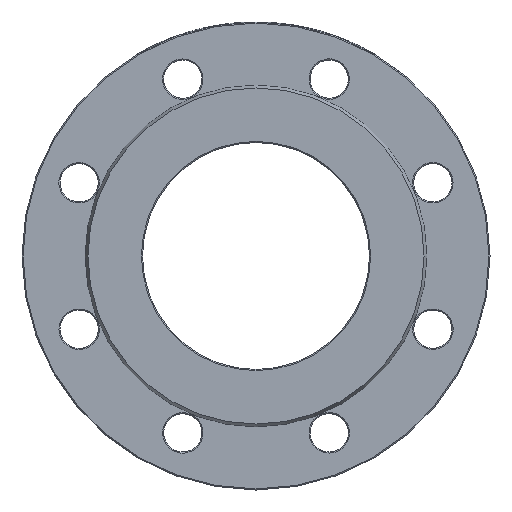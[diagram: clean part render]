
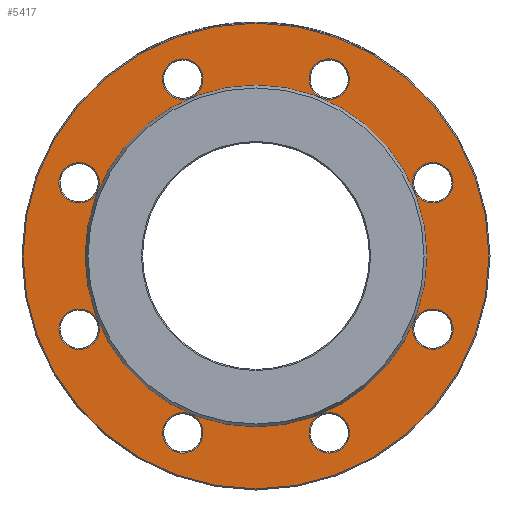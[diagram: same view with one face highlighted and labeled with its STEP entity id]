
A CAD part, left-side view. The second image highlights one B-rep face of the part: STEP entity #5417.
In plain terms, the highlighted planar face has unit normal (-1, 0, 0).
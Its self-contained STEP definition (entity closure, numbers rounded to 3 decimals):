
#14 = CARTESIAN_POINT ( 'NONE',  ( 3., -83.149, -34.442 ) ) ;
#116 = ORIENTED_EDGE ( 'NONE', *, *, #1775, .F. ) ;
#120 = FACE_BOUND ( 'NONE', #5856, .T. ) ;
#172 = DIRECTION ( 'NONE',  ( 1., 0., 0. ) ) ;
#231 = CIRCLE ( 'NONE', #3871, 9.5 ) ;
#318 = AXIS2_PLACEMENT_3D ( 'NONE', #2345, #4184, #4107 ) ;
#348 = CARTESIAN_POINT ( 'NONE',  ( 3., -89.867, -27.724 ) ) ;
#532 = EDGE_CURVE ( 'NONE', #5597, #5597, #6705, .T. ) ;
#577 = FACE_BOUND ( 'NONE', #3072, .T. ) ;
#645 = ORIENTED_EDGE ( 'NONE', *, *, #532, .T. ) ;
#657 = DIRECTION ( 'NONE',  ( 1., 0., 0. ) ) ;
#895 = VERTEX_POINT ( 'NONE', #348 ) ;
#979 = VERTEX_POINT ( 'NONE', #5089 ) ;
#1213 = EDGE_LOOP ( 'NONE', ( #7434 ) ) ;
#1372 = DIRECTION ( 'NONE',  ( 1., 0., 0. ) ) ;
#1451 = ORIENTED_EDGE ( 'NONE', *, *, #7725, .T. ) ;
#1497 = CIRCLE ( 'NONE', #5992, 9.5 ) ;
#1527 = CARTESIAN_POINT ( 'NONE',  ( 3., -27.724, 89.867 ) ) ;
#1556 = DIRECTION ( 'NONE',  ( 0., 0., -1. ) ) ;
#1567 = CARTESIAN_POINT ( 'NONE',  ( 3., 0., -109.5 ) ) ;
#1601 = EDGE_LOOP ( 'NONE', ( #4031 ) ) ;
#1699 = CARTESIAN_POINT ( 'NONE',  ( 3., 0., 0. ) ) ;
#1712 = EDGE_LOOP ( 'NONE', ( #4276 ) ) ;
#1775 = EDGE_CURVE ( 'NONE', #2458, #2458, #3590, .T. ) ;
#1853 = EDGE_LOOP ( 'NONE', ( #1919 ) ) ;
#1919 = ORIENTED_EDGE ( 'NONE', *, *, #5132, .T. ) ;
#1948 = CARTESIAN_POINT ( 'NONE',  ( 3., 80.336, 0. ) ) ;
#2026 = AXIS2_PLACEMENT_3D ( 'NONE', #5415, #5382, #3643 ) ;
#2150 = CIRCLE ( 'NONE', #3137, 9.5 ) ;
#2287 = ORIENTED_EDGE ( 'NONE', *, *, #6820, .T. ) ;
#2329 = DIRECTION ( 'NONE',  ( -1., 0., 0. ) ) ;
#2345 = CARTESIAN_POINT ( 'NONE',  ( 3., 34.442, -83.149 ) ) ;
#2458 = VERTEX_POINT ( 'NONE', #2496 ) ;
#2496 = CARTESIAN_POINT ( 'NONE',  ( 3., 0., 80.336 ) ) ;
#2522 = PLANE ( 'NONE',  #2805 ) ;
#2805 = AXIS2_PLACEMENT_3D ( 'NONE', #1948, #3948, #1556 ) ;
#2970 = FACE_BOUND ( 'NONE', #4582, .T. ) ;
#3047 = DIRECTION ( 'NONE',  ( 0., 0.707, -0.707 ) ) ;
#3072 = EDGE_LOOP ( 'NONE', ( #7587 ) ) ;
#3137 = AXIS2_PLACEMENT_3D ( 'NONE', #3840, #1372, #6912 ) ;
#3163 = CARTESIAN_POINT ( 'NONE',  ( 3., -83.149, 43.942 ) ) ;
#3223 = DIRECTION ( 'NONE',  ( 0., 0., -1. ) ) ;
#3328 = VERTEX_POINT ( 'NONE', #6821 ) ;
#3388 = DIRECTION ( 'NONE',  ( 0., 0., -1. ) ) ;
#3590 = CIRCLE ( 'NONE', #6604, 80.336 ) ;
#3597 = FACE_BOUND ( 'NONE', #5277, .T. ) ;
#3643 = DIRECTION ( 'NONE',  ( 0., -1., 0. ) ) ;
#3647 = EDGE_LOOP ( 'NONE', ( #1451 ) ) ;
#3763 = ORIENTED_EDGE ( 'NONE', *, *, #7293, .T. ) ;
#3840 = CARTESIAN_POINT ( 'NONE',  ( 3., 34.442, 83.149 ) ) ;
#3871 = AXIS2_PLACEMENT_3D ( 'NONE', #5027, #7388, #3223 ) ;
#3948 = DIRECTION ( 'NONE',  ( 1., 0., 0. ) ) ;
#4031 = ORIENTED_EDGE ( 'NONE', *, *, #4523, .T. ) ;
#4070 = EDGE_CURVE ( 'NONE', #6195, #6195, #1497, .T. ) ;
#4086 = DIRECTION ( 'NONE',  ( -1., 0., 0. ) ) ;
#4107 = DIRECTION ( 'NONE',  ( 0., -0.707, -0.707 ) ) ;
#4127 = VERTEX_POINT ( 'NONE', #5720 ) ;
#4139 = CIRCLE ( 'NONE', #5278, 109.5 ) ;
#4184 = DIRECTION ( 'NONE',  ( 1., 0., 0. ) ) ;
#4276 = ORIENTED_EDGE ( 'NONE', *, *, #6478, .T. ) ;
#4523 = EDGE_CURVE ( 'NONE', #4127, #4127, #231, .T. ) ;
#4555 = AXIS2_PLACEMENT_3D ( 'NONE', #14, #172, #6698 ) ;
#4582 = EDGE_LOOP ( 'NONE', ( #3763 ) ) ;
#4593 = VERTEX_POINT ( 'NONE', #1527 ) ;
#4779 = FACE_BOUND ( 'NONE', #6885, .T. ) ;
#4888 = CIRCLE ( 'NONE', #2026, 9.5 ) ;
#4915 = CIRCLE ( 'NONE', #7554, 9.5 ) ;
#4969 = CARTESIAN_POINT ( 'NONE',  ( 3., 27.724, -89.867 ) ) ;
#5027 = CARTESIAN_POINT ( 'NONE',  ( 3., 83.149, -34.442 ) ) ;
#5089 = CARTESIAN_POINT ( 'NONE',  ( 3., 43.942, 83.149 ) ) ;
#5132 = EDGE_CURVE ( 'NONE', #6312, #6312, #6687, .T. ) ;
#5277 = EDGE_LOOP ( 'NONE', ( #645 ) ) ;
#5278 = AXIS2_PLACEMENT_3D ( 'NONE', #1699, #4086, #3388 ) ;
#5382 = DIRECTION ( 'NONE',  ( 1., 0., 0. ) ) ;
#5388 = DIRECTION ( 'NONE',  ( 0., 0., 1. ) ) ;
#5415 = CARTESIAN_POINT ( 'NONE',  ( 3., -34.442, -83.149 ) ) ;
#5417 = ADVANCED_FACE ( 'NONE', ( #5953, #577, #2970, #7760, #4779, #7176, #3597, #5987, #5506, #120 ), #2522, .F. ) ;
#5506 = FACE_OUTER_BOUND ( 'NONE', #3647, .T. ) ;
#5597 = VERTEX_POINT ( 'NONE', #4969 ) ;
#5720 = CARTESIAN_POINT ( 'NONE',  ( 3., 83.149, -43.942 ) ) ;
#5792 = DIRECTION ( 'NONE',  ( 0., 0., 1. ) ) ;
#5793 = CARTESIAN_POINT ( 'NONE',  ( 3., 89.867, 27.724 ) ) ;
#5856 = EDGE_LOOP ( 'NONE', ( #116 ) ) ;
#5953 = FACE_BOUND ( 'NONE', #1853, .T. ) ;
#5967 = CARTESIAN_POINT ( 'NONE',  ( 3., 0., 0. ) ) ;
#5987 = FACE_BOUND ( 'NONE', #1601, .T. ) ;
#5992 = AXIS2_PLACEMENT_3D ( 'NONE', #7054, #6982, #5792 ) ;
#6099 = DIRECTION ( 'NONE',  ( 1., 0., 0. ) ) ;
#6195 = VERTEX_POINT ( 'NONE', #3163 ) ;
#6312 = VERTEX_POINT ( 'NONE', #5793 ) ;
#6478 = EDGE_CURVE ( 'NONE', #3328, #3328, #4888, .T. ) ;
#6552 = CIRCLE ( 'NONE', #4555, 9.5 ) ;
#6567 = AXIS2_PLACEMENT_3D ( 'NONE', #6632, #657, #3047 ) ;
#6604 = AXIS2_PLACEMENT_3D ( 'NONE', #5967, #2329, #5388 ) ;
#6632 = CARTESIAN_POINT ( 'NONE',  ( 3., 83.149, 34.442 ) ) ;
#6663 = EDGE_CURVE ( 'NONE', #979, #979, #2150, .T. ) ;
#6687 = CIRCLE ( 'NONE', #6567, 9.5 ) ;
#6698 = DIRECTION ( 'NONE',  ( 0., -0.707, 0.707 ) ) ;
#6705 = CIRCLE ( 'NONE', #318, 9.5 ) ;
#6732 = CARTESIAN_POINT ( 'NONE',  ( 3., -34.442, 83.149 ) ) ;
#6820 = EDGE_CURVE ( 'NONE', #895, #895, #6552, .T. ) ;
#6821 = CARTESIAN_POINT ( 'NONE',  ( 3., -43.942, -83.149 ) ) ;
#6885 = EDGE_LOOP ( 'NONE', ( #2287 ) ) ;
#6912 = DIRECTION ( 'NONE',  ( 0., 1., 0. ) ) ;
#6982 = DIRECTION ( 'NONE',  ( 1., 0., 0. ) ) ;
#7054 = CARTESIAN_POINT ( 'NONE',  ( 3., -83.149, 34.442 ) ) ;
#7176 = FACE_BOUND ( 'NONE', #1712, .T. ) ;
#7210 = DIRECTION ( 'NONE',  ( 0., 0.707, 0.707 ) ) ;
#7293 = EDGE_CURVE ( 'NONE', #4593, #4593, #4915, .T. ) ;
#7388 = DIRECTION ( 'NONE',  ( 1., 0., 0. ) ) ;
#7434 = ORIENTED_EDGE ( 'NONE', *, *, #4070, .T. ) ;
#7446 = VERTEX_POINT ( 'NONE', #1567 ) ;
#7554 = AXIS2_PLACEMENT_3D ( 'NONE', #6732, #6099, #7210 ) ;
#7587 = ORIENTED_EDGE ( 'NONE', *, *, #6663, .T. ) ;
#7725 = EDGE_CURVE ( 'NONE', #7446, #7446, #4139, .T. ) ;
#7760 = FACE_BOUND ( 'NONE', #1213, .T. ) ;
